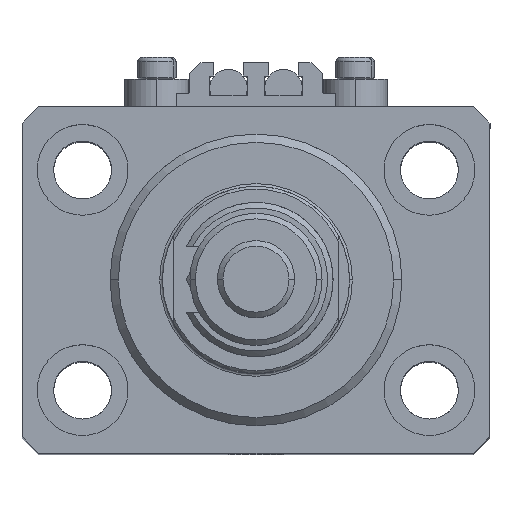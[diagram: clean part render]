
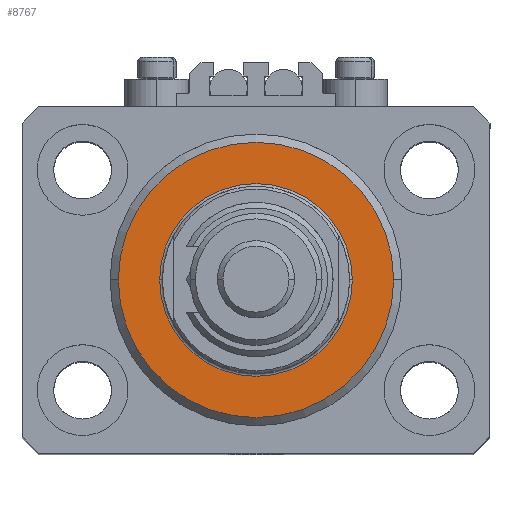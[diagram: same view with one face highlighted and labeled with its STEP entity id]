
A CAD part, top view. The second image highlights one B-rep face of the part: STEP entity #8767.
In plain terms, the highlighted face is planar.
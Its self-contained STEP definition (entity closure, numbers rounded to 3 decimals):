
#1684 = CARTESIAN_POINT ( 'NONE',  ( 0., 0., 0. ) ) ;
#2046 = CARTESIAN_POINT ( 'NONE',  ( 0., 0., 0. ) ) ;
#3029 = DIRECTION ( 'NONE',  ( 0., 0., 1. ) ) ;
#4102 = EDGE_CURVE ( 'NONE', #11881, #37078, #7681, .T. ) ;
#4251 = EDGE_LOOP ( 'NONE', ( #43313, #15212 ) ) ;
#5416 = DIRECTION ( 'NONE',  ( 1., 0., 0. ) ) ;
#7304 = CIRCLE ( 'NONE', #43728, 17.5 ) ;
#7681 = CIRCLE ( 'NONE', #14346, 17.5 ) ;
#8767 = ADVANCED_FACE ( 'NONE', ( #14468, #49951 ), #50460, .F. ) ;
#10394 = CARTESIAN_POINT ( 'NONE',  ( 0., 0., 0. ) ) ;
#10966 = CARTESIAN_POINT ( 'NONE',  ( 25., 0., 0. ) ) ;
#10997 = EDGE_CURVE ( 'NONE', #17550, #42289, #25231, .T. ) ;
#11881 = VERTEX_POINT ( 'NONE', #21509 ) ;
#13278 = EDGE_LOOP ( 'NONE', ( #21314, #26179 ) ) ;
#14346 = AXIS2_PLACEMENT_3D ( 'NONE', #49914, #18815, #15200 ) ;
#14468 = FACE_BOUND ( 'NONE', #4251, .T. ) ;
#15200 = DIRECTION ( 'NONE',  ( 1., 0., 0. ) ) ;
#15212 = ORIENTED_EDGE ( 'NONE', *, *, #27500, .T. ) ;
#17550 = VERTEX_POINT ( 'NONE', #10966 ) ;
#17866 = DIRECTION ( 'NONE',  ( 0., 0., -1. ) ) ;
#18815 = DIRECTION ( 'NONE',  ( 0., 0., 1. ) ) ;
#21314 = ORIENTED_EDGE ( 'NONE', *, *, #10997, .T. ) ;
#21509 = CARTESIAN_POINT ( 'NONE',  ( 17.5, 0., 0. ) ) ;
#22491 = CIRCLE ( 'NONE', #26629, 25. ) ;
#22738 = CARTESIAN_POINT ( 'NONE',  ( 0., 0., 0. ) ) ;
#25231 = CIRCLE ( 'NONE', #33485, 25. ) ;
#26179 = ORIENTED_EDGE ( 'NONE', *, *, #35104, .T. ) ;
#26210 = DIRECTION ( 'NONE',  ( 0., 0., 1. ) ) ;
#26629 = AXIS2_PLACEMENT_3D ( 'NONE', #1684, #33569, #48588 ) ;
#27500 = EDGE_CURVE ( 'NONE', #37078, #11881, #7304, .T. ) ;
#30002 = DIRECTION ( 'NONE',  ( 1., 0., 0. ) ) ;
#33485 = AXIS2_PLACEMENT_3D ( 'NONE', #2046, #17866, #5416 ) ;
#33569 = DIRECTION ( 'NONE',  ( 0., 0., -1. ) ) ;
#34243 = DIRECTION ( 'NONE',  ( 1., 0., 0. ) ) ;
#35104 = EDGE_CURVE ( 'NONE', #42289, #17550, #22491, .T. ) ;
#37078 = VERTEX_POINT ( 'NONE', #48617 ) ;
#42289 = VERTEX_POINT ( 'NONE', #46955 ) ;
#43313 = ORIENTED_EDGE ( 'NONE', *, *, #4102, .T. ) ;
#43728 = AXIS2_PLACEMENT_3D ( 'NONE', #10394, #26210, #34243 ) ;
#44993 = AXIS2_PLACEMENT_3D ( 'NONE', #22738, #3029, #30002 ) ;
#46955 = CARTESIAN_POINT ( 'NONE',  ( -25., 0., 0. ) ) ;
#48588 = DIRECTION ( 'NONE',  ( 1., 0., 0. ) ) ;
#48617 = CARTESIAN_POINT ( 'NONE',  ( -17.5, 0., 0. ) ) ;
#49914 = CARTESIAN_POINT ( 'NONE',  ( 0., 0., 0. ) ) ;
#49951 = FACE_OUTER_BOUND ( 'NONE', #13278, .T. ) ;
#50460 = PLANE ( 'NONE',  #44993 ) ;
